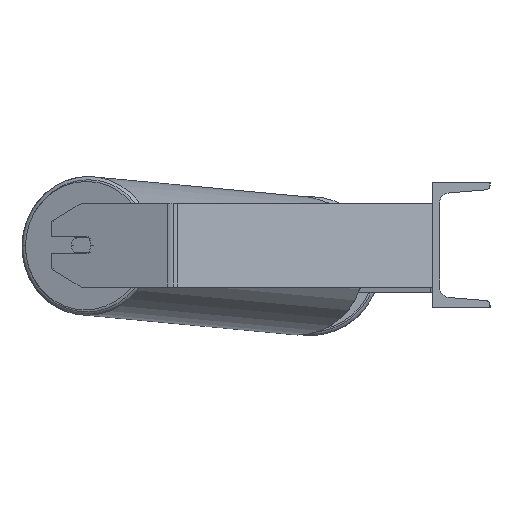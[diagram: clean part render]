
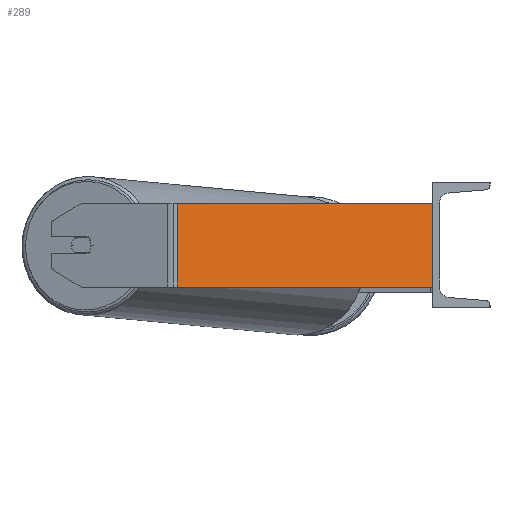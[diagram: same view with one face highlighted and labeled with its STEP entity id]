
A CAD part, left-side view. The second image highlights one B-rep face of the part: STEP entity #289.
In plain terms, the highlighted planar face has unit normal (-0.966, -0.259, 0).
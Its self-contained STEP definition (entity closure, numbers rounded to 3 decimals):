
#218 = VECTOR ( 'NONE', #829, 1000. ) ;
#289 = ADVANCED_FACE ( 'NONE', ( #5601 ), #4250, .F. ) ;
#431 = ORIENTED_EDGE ( 'NONE', *, *, #4415, .F. ) ;
#560 = CARTESIAN_POINT ( 'NONE',  ( -951.74, 249.077, -40. ) ) ;
#829 = DIRECTION ( 'NONE',  ( 0.259, -0.966, 0. ) ) ;
#955 = EDGE_LOOP ( 'NONE', ( #5255, #431, #8610, #8698 ) ) ;
#1327 = CARTESIAN_POINT ( 'NONE',  ( -885., 0., 40. ) ) ;
#1449 = CARTESIAN_POINT ( 'NONE',  ( -885., 0., -40. ) ) ;
#1656 = CARTESIAN_POINT ( 'NONE',  ( -951.74, 249.077, 40. ) ) ;
#2379 = DIRECTION ( 'NONE',  ( 0., 0., -1. ) ) ;
#2439 = EDGE_CURVE ( 'NONE', #4050, #3377, #4756, .T. ) ;
#2622 = CARTESIAN_POINT ( 'NONE',  ( -950.434, 244.204, 40. ) ) ;
#2810 = LINE ( 'NONE', #8482, #218 ) ;
#2852 = DIRECTION ( 'NONE',  ( 0.966, 0.259, 0. ) ) ;
#3259 = VERTEX_POINT ( 'NONE', #2622 ) ;
#3377 = VERTEX_POINT ( 'NONE', #1449 ) ;
#3530 = AXIS2_PLACEMENT_3D ( 'NONE', #1656, #2852, #3677 ) ;
#3677 = DIRECTION ( 'NONE',  ( -0.259, 0.966, 0. ) ) ;
#4050 = VERTEX_POINT ( 'NONE', #7545 ) ;
#4250 = PLANE ( 'NONE',  #3530 ) ;
#4415 = EDGE_CURVE ( 'NONE', #4422, #3377, #5192, .T. ) ;
#4422 = VERTEX_POINT ( 'NONE', #1327 ) ;
#4640 = VECTOR ( 'NONE', #4673, 1000. ) ;
#4659 = EDGE_CURVE ( 'NONE', #3259, #4050, #5929, .T. ) ;
#4673 = DIRECTION ( 'NONE',  ( 0.259, -0.966, 0. ) ) ;
#4756 = LINE ( 'NONE', #560, #4640 ) ;
#5192 = LINE ( 'NONE', #8034, #7792 ) ;
#5255 = ORIENTED_EDGE ( 'NONE', *, *, #2439, .T. ) ;
#5601 = FACE_OUTER_BOUND ( 'NONE', #955, .T. ) ;
#5929 = LINE ( 'NONE', #8022, #7516 ) ;
#6732 = DIRECTION ( 'NONE',  ( 0., 0., -1. ) ) ;
#6993 = EDGE_CURVE ( 'NONE', #3259, #4422, #2810, .T. ) ;
#7516 = VECTOR ( 'NONE', #6732, 1000. ) ;
#7545 = CARTESIAN_POINT ( 'NONE',  ( -950.434, 244.204, -40. ) ) ;
#7792 = VECTOR ( 'NONE', #2379, 1000. ) ;
#8022 = CARTESIAN_POINT ( 'NONE',  ( -950.434, 244.204, 40. ) ) ;
#8034 = CARTESIAN_POINT ( 'NONE',  ( -885., 0., 40. ) ) ;
#8482 = CARTESIAN_POINT ( 'NONE',  ( -951.74, 249.077, 40. ) ) ;
#8610 = ORIENTED_EDGE ( 'NONE', *, *, #6993, .F. ) ;
#8698 = ORIENTED_EDGE ( 'NONE', *, *, #4659, .T. ) ;
